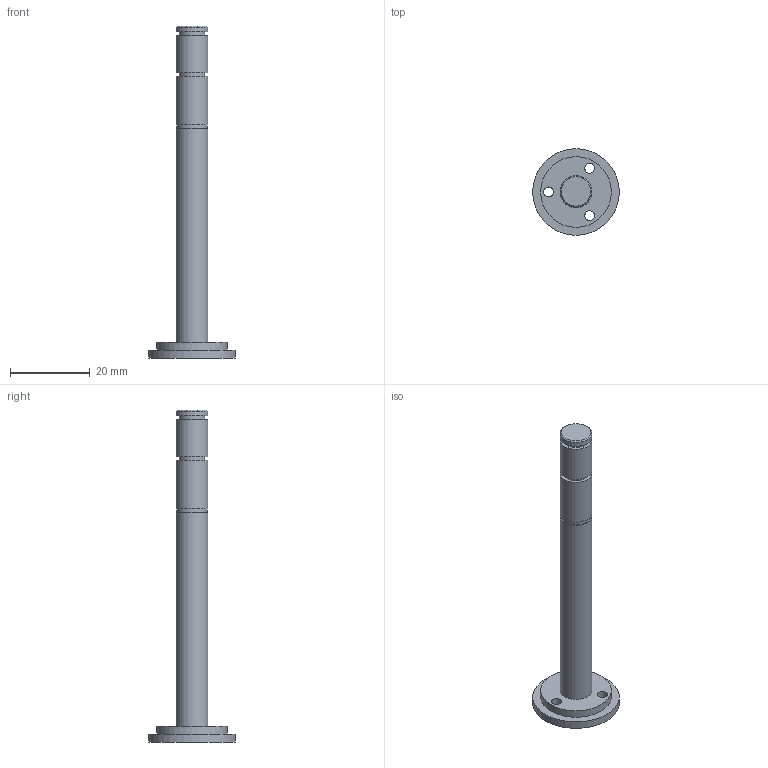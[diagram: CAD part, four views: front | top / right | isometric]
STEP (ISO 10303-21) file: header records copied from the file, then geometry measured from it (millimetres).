
FILE_DESCRIPTION(/* description */ (''),/* implementation_level */ '2;1');
FILE_NAME(/* name */ 'FH5055RShaft.stp',/* time_stamp */ '2024-06-15T11:38:14-04:00',/* author */ ('seene'),/* organization */ (''),/* preprocessor_version */ 'ST-DEVELOPER v20',/* originating_system */ 'Autodesk Inventor 2025',/* authorisation */ '');
FILE_SCHEMA (('AUTOMOTIVE_DESIGN { 1 0 10303 214 3 1 1 }','PROCESS_PLANNING_SCHEMA'));
Length unit declared in the file: inch
Products named in the file (1): FlipperH5055RoundShaft
Bounding box: 21.74 x 21.74 x 83.34 mm (x, y, z)
Volume: 5097.8 mm3; surface area: 3109.2 mm2
Topology: 1 solids, 1 shells, 23 faces, 38 edges, 25 vertices
Faces by surface type: cylinder 12, plane 10, cone 1
Full cylindrical faces by diameter (mm): 2.5 x3, 6.37 x2, 7.57 x1, 7.97 x4, 17.74 x1, 21.74 x1
Entity records: 606 total; most frequent: DIRECTION 111, CARTESIAN_POINT 87, ORIENTED_EDGE 76, AXIS2_PLACEMENT_3D 49, EDGE_CURVE 38, EDGE_LOOP 37, CIRCLE 25, VERTEX_POINT 25
